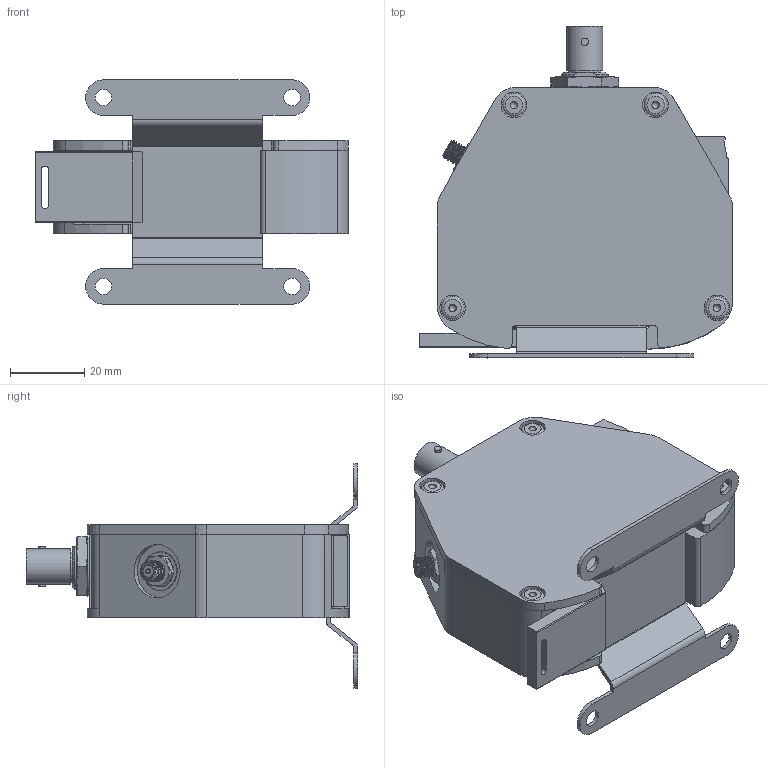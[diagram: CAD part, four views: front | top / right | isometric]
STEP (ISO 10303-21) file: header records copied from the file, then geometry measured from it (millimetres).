
FILE_DESCRIPTION(/* description */ (''),/* implementation_level */ '2;1');
FILE_NAME(/* name */ 'DRIVER).stp',/* time_stamp */ '2022-06-10T07:40:13-04:00',/* author */ ('lcup'),/* organization */ (''),/* preprocessor_version */ 'ST-DEVELOPER v19',/* originating_system */ 'Autodesk Inventor 2023',/* authorisation */ '');
FILE_SCHEMA (('AUTOMOTIVE_DESIGN { 1 0 10303 214 3 1 1 }'));
Products named in the file (26): DRIVER (IS); MSP10283; PXA10086; PXP10190; PXP10192; PXP10196; PXP10188; PXP10212; JBP10554; SCP10005; PXP10077; PXP10076; PXP10266; PXP10364; PXA10110; PXA10089; SCP10007; PXP10187; PXP10249; SCP10020; SCP10022; SCP10023; Compress Spring; SCP10023_1; PXP10028; PXP10029
Assembly tree (28 placements, depth 4):
  DRIVER (IS)
    MSP10283  x4
    PXA10086
      PXP10190
      PXP10192
      PXP10196
        PXP10188
        PXP10212
        JBP10554
        SCP10005
        PXP10077
        PXP10076
      PXP10266
      PXP10364
    PXA10110
    PXA10089
      SCP10007
    PXP10187
    PXP10249
    SCP10020
    SCP10022
    SCP10023
      Compress Spring
        SCP10023_1
    PXP10028
    PXP10029
Bounding box: 84.21 x 89.26 x 60.33 mm (x, y, z)
Volume: 71528 mm3; surface area: 55426.8 mm2
Topology: 34 solids, 34 shells, 2923 faces, 7921 edges, 5260 vertices
Faces by surface type: plane 1798, bspline 668, cylinder 381, cone 57, torus 14, sphere 5
Full cylindrical faces by diameter (mm): 0.686 x2, 0.711 x2, 0.889 x4, 0.99 x1, 1 x6, 1.016 x1, 1.2 x9, 1.4 x4, 1.48 x1, 1.5 x5, 1.829 x2, 1.981 x2, 2 x4, 2.02 x10, 2.032 x4, 2.083 x1, 2.159 x1, 2.388 x2, 2.8 x6, 2.845 x7, 2.934 x8, 3.175 x1, 3.277 x4, 3.302 x1, 3.378 x4, 3.658 x1, 3.783 x4, 3.81 x1, 3.9 x1, 4 x5
Entity records: 111958 total; most frequent: CARTESIAN_POINT 40009, ORIENTED_EDGE 15662, DIRECTION 11670, EDGE_CURVE 7831, LINE 5324, VECTOR 5324, VERTEX_POINT 5206, EDGE_LOOP 3180
